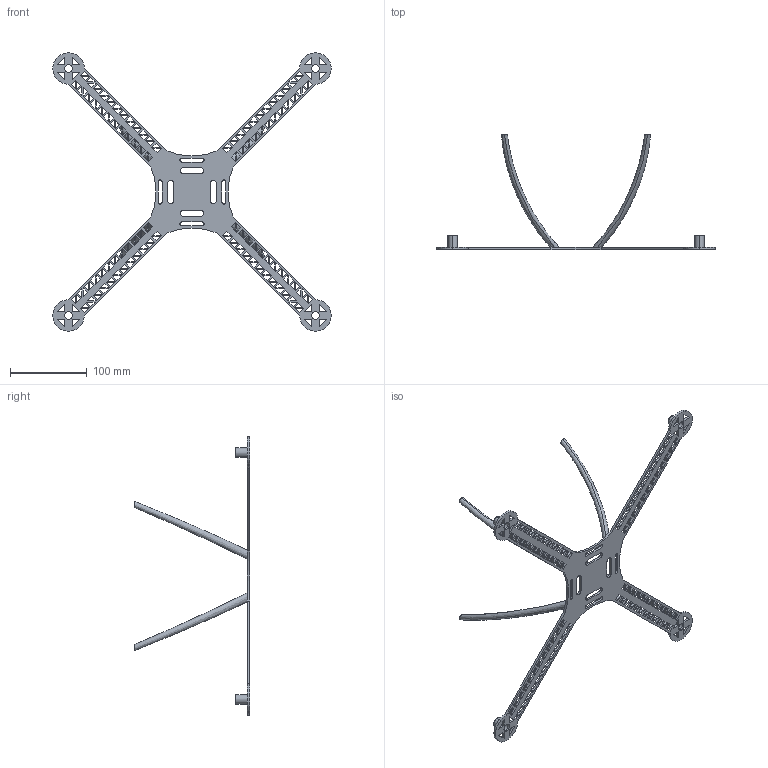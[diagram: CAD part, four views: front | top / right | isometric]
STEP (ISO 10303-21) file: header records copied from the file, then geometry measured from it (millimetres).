
FILE_DESCRIPTION (( 'STEP AP203' ), '1' );
FILE_NAME ('quadcopterf430_Default_sldprt.STEP', '2021-07-04T03:32:39', ( '' ), ( '' ), 'SwSTEP 2.0', 'SolidWorks 2020', '' );
FILE_SCHEMA (( 'CONFIG_CONTROL_DESIGN' ));
Length unit declared in the file: millimetre
Products named in the file (1): quadcopterf430_Default_sldprt
Bounding box: 362.05 x 150 x 362.05 mm (x, y, z)
Volume: 120215.2 mm3; surface area: 96799.7 mm2
Topology: 1 solids, 1 shells, 713 faces, 2109 edges, 1406 vertices
Faces by surface type: plane 658, cylinder 47, bspline 8
Entity records: 24934 total; most frequent: CARTESIAN_POINT 4839, ORIENTED_EDGE 4218, DIRECTION 3619, EDGE_CURVE 2109, LINE 1991, VECTOR 1991, VERTEX_POINT 1406, EDGE_LOOP 1161
